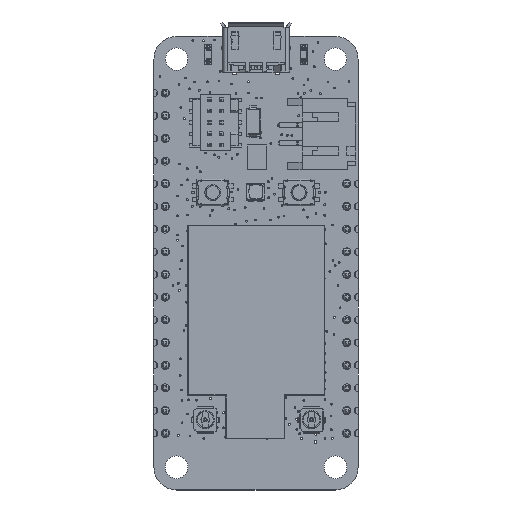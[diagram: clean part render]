
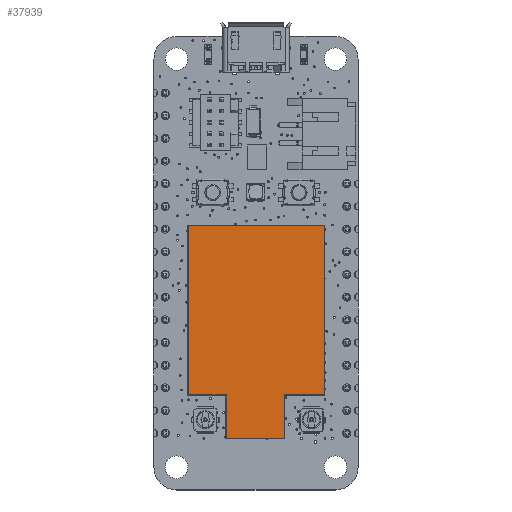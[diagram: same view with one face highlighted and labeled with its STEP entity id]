
A CAD part, top view. The second image highlights one B-rep face of the part: STEP entity #37939.
In plain terms, the highlighted planar face has unit normal (0, 0, 1).
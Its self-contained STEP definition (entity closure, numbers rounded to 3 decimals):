
#2787=PLANE('',#41551);
#4621=FACE_OUTER_BOUND('',#7332,.T.);
#7332=EDGE_LOOP('',(#34888,#34889,#34890,#34891,#34892,#34893,#34894,#34895));
#10991=LINE('',#75213,#14768);
#11002=LINE('',#75234,#14779);
#11100=LINE('',#75430,#14877);
#11102=LINE('',#75434,#14879);
#11104=LINE('',#75438,#14881);
#11106=LINE('',#75442,#14883);
#11108=LINE('',#75445,#14885);
#11109=LINE('',#75447,#14886);
#14768=VECTOR('',#51628,10.);
#14779=VECTOR('',#51645,10.);
#14877=VECTOR('',#51811,10.);
#14879=VECTOR('',#51815,10.);
#14881=VECTOR('',#51819,10.);
#14883=VECTOR('',#51823,10.);
#14885=VECTOR('',#51827,10.);
#14886=VECTOR('',#51830,10.);
#19445=VERTEX_POINT('',#75210);
#19446=VERTEX_POINT('',#75212);
#19452=VERTEX_POINT('',#75231);
#19453=VERTEX_POINT('',#75233);
#19517=VERTEX_POINT('',#75429);
#19518=VERTEX_POINT('',#75433);
#19519=VERTEX_POINT('',#75437);
#19520=VERTEX_POINT('',#75441);
#24527=EDGE_CURVE('',#19446,#19445,#10991,.T.);
#24538=EDGE_CURVE('',#19453,#19452,#11002,.T.);
#24636=EDGE_CURVE('',#19517,#19446,#11100,.T.);
#24638=EDGE_CURVE('',#19518,#19517,#11102,.T.);
#24640=EDGE_CURVE('',#19519,#19518,#11104,.T.);
#24642=EDGE_CURVE('',#19520,#19519,#11106,.T.);
#24644=EDGE_CURVE('',#19452,#19520,#11108,.T.);
#24645=EDGE_CURVE('',#19445,#19453,#11109,.T.);
#34888=ORIENTED_EDGE('',*,*,#24527,.T.);
#34889=ORIENTED_EDGE('',*,*,#24645,.T.);
#34890=ORIENTED_EDGE('',*,*,#24538,.T.);
#34891=ORIENTED_EDGE('',*,*,#24644,.T.);
#34892=ORIENTED_EDGE('',*,*,#24642,.T.);
#34893=ORIENTED_EDGE('',*,*,#24640,.T.);
#34894=ORIENTED_EDGE('',*,*,#24638,.T.);
#34895=ORIENTED_EDGE('',*,*,#24636,.T.);
#37939=ADVANCED_FACE('',(#4621),#2787,.T.);
#41551=AXIS2_PLACEMENT_3D('',#75448,#51831,#51832);
#51628=DIRECTION('',(0.,1.,0.));
#51645=DIRECTION('',(0.,-1.,0.));
#51811=DIRECTION('',(-1.,0.,0.));
#51815=DIRECTION('',(0.,1.,0.));
#51819=DIRECTION('',(1.,0.,0.));
#51823=DIRECTION('',(0.,-1.,0.));
#51827=DIRECTION('',(-1.,0.,0.));
#51830=DIRECTION('',(-1.,0.,0.));
#51831=DIRECTION('center_axis',(0.,0.,1.));
#51832=DIRECTION('ref_axis',(1.,0.,0.));
#75210=CARTESIAN_POINT('',(-4.25,23.9,1.8));
#75212=CARTESIAN_POINT('',(-4.25,19.05,1.8));
#75213=CARTESIAN_POINT('',(-4.25,20.9,1.8));
#75231=CARTESIAN_POINT('',(-10.85,19.05,1.8));
#75233=CARTESIAN_POINT('',(-10.85,23.9,1.8));
#75234=CARTESIAN_POINT('',(-10.85,23.9,1.8));
#75429=CARTESIAN_POINT('',(0.,19.05,1.8));
#75430=CARTESIAN_POINT('',(0.,19.05,1.8));
#75433=CARTESIAN_POINT('',(0.,0.,1.8));
#75434=CARTESIAN_POINT('',(0.,0.,1.8));
#75437=CARTESIAN_POINT('',(-15.35,0.,1.8));
#75438=CARTESIAN_POINT('',(-15.35,0.,1.8));
#75441=CARTESIAN_POINT('',(-15.35,19.05,1.8));
#75442=CARTESIAN_POINT('',(-15.35,19.05,1.8));
#75445=CARTESIAN_POINT('',(-12.35,19.05,1.8));
#75447=CARTESIAN_POINT('',(-4.25,23.9,1.8));
#75448=CARTESIAN_POINT('Origin',(-7.675,11.95,1.8));
